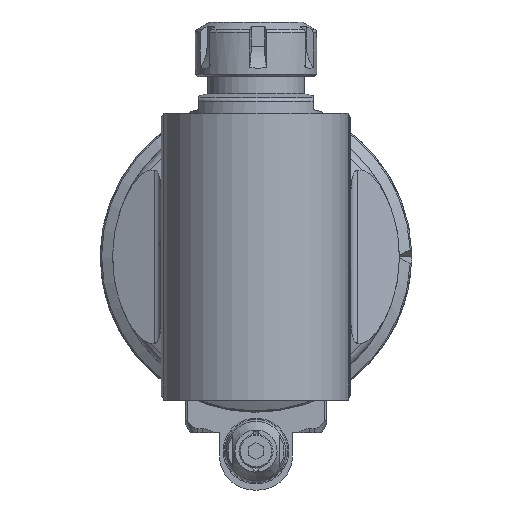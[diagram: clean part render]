
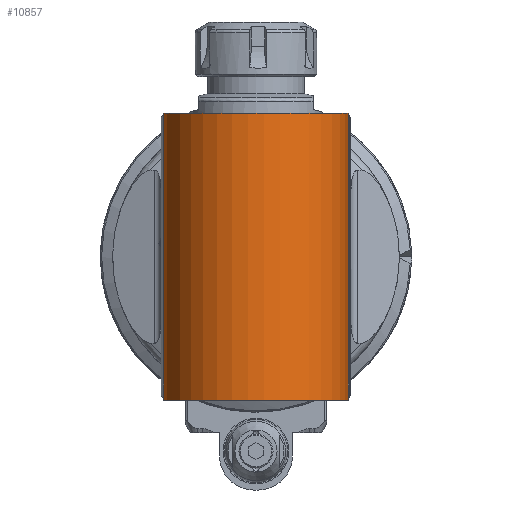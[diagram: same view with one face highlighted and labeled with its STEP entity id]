
A CAD part, front view. The second image highlights one B-rep face of the part: STEP entity #10857.
In plain terms, the highlighted cylindrical face has radius 38 mm (diameter 76 mm), a partial arc.
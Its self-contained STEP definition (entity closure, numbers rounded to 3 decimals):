
#1076=LINE('',#23684,#1750);
#1085=LINE('',#23835,#1759);
#1750=VECTOR('',#14869,118.);
#1759=VECTOR('',#14928,118.);
#2008=CYLINDRICAL_SURFACE('',#12070,38.);
#2919=FACE_OUTER_BOUND('',#3622,.T.);
#3622=EDGE_LOOP('',(#9690,#9691,#9692,#9693));
#4250=CIRCLE('',#12052,38.);
#4261=CIRCLE('',#12071,38.);
#5207=VERTEX_POINT('',#23681);
#5208=VERTEX_POINT('',#23683);
#5213=VERTEX_POINT('',#23709);
#5243=VERTEX_POINT('',#23834);
#6714=EDGE_CURVE('',#5208,#5207,#1076,.T.);
#6723=EDGE_CURVE('',#5208,#5213,#4250,.T.);
#6760=EDGE_CURVE('',#5243,#5213,#1085,.T.);
#6764=EDGE_CURVE('',#5243,#5207,#4261,.T.);
#9690=ORIENTED_EDGE('',*,*,#6714,.T.);
#9691=ORIENTED_EDGE('',*,*,#6764,.F.);
#9692=ORIENTED_EDGE('',*,*,#6760,.T.);
#9693=ORIENTED_EDGE('',*,*,#6723,.F.);
#10857=ADVANCED_FACE('',(#2919),#2008,.T.);
#12052=AXIS2_PLACEMENT_3D('',#23710,#14885,#14886);
#12070=AXIS2_PLACEMENT_3D('',#23844,#14930,#14931);
#12071=AXIS2_PLACEMENT_3D('',#23845,#14932,#14933);
#14869=DIRECTION('',(0.,-1.,0.));
#14885=DIRECTION('center_axis',(0.,1.,0.));
#14886=DIRECTION('ref_axis',(0.087,0.,0.996));
#14928=DIRECTION('',(0.,1.,0.));
#14930=DIRECTION('center_axis',(0.,1.,0.));
#14931=DIRECTION('ref_axis',(1.,0.,0.));
#14932=DIRECTION('center_axis',(0.,-1.,0.));
#14933=DIRECTION('ref_axis',(1.,0.,0.));
#23681=CARTESIAN_POINT('',(113.312,-59.,37.855));
#23683=CARTESIAN_POINT('',(113.312,59.,37.855));
#23684=CARTESIAN_POINT('',(113.312,59.,37.855));
#23709=CARTESIAN_POINT('',(113.312,59.,-37.855));
#23710=CARTESIAN_POINT('Origin',(110.,59.,0.));
#23834=CARTESIAN_POINT('',(113.312,-59.,-37.855));
#23835=CARTESIAN_POINT('',(113.312,-59.,-37.855));
#23844=CARTESIAN_POINT('Origin',(110.,-70.8,0.));
#23845=CARTESIAN_POINT('Origin',(110.,-59.,0.));
